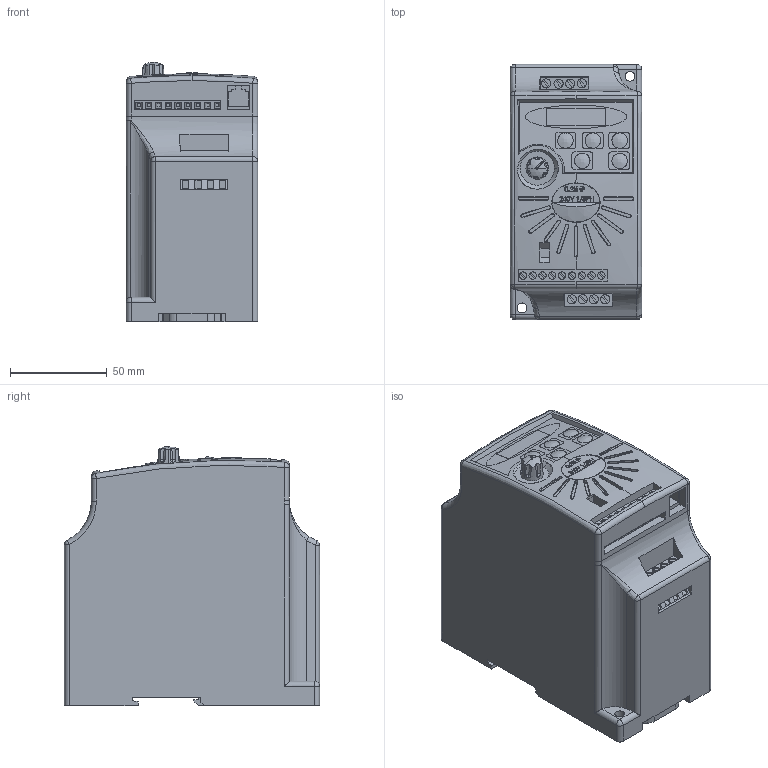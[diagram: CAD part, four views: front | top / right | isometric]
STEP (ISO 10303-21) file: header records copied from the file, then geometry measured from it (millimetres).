
FILE_DESCRIPTION (( 'STEP AP214' ), '1' );
FILE_NAME ('GS1-20P2.step', '2014-07-21T20:28:38', ( '' ), ( '' ), 'SwSTEP 2.0', 'SolidWorks 2013', '' );
FILE_SCHEMA (( 'AUTOMOTIVE_DESIGN' ));
Length unit declared in the file: inch
Products named in the file (1): GS1-20P2
Bounding box: 68.07 x 132.08 x 134.23 mm (x, y, z)
Volume: 1007892.5 mm3; surface area: 70629 mm2
Topology: 1 solids, 1 shells, 915 faces, 2302 edges, 1471 vertices
Faces by surface type: plane 566, cylinder 168, bspline 135, sphere 26, torus 15, cone 5
Entity records: 43127 total; most frequent: CARTESIAN_POINT 13942, ORIENTED_EDGE 4584, DIRECTION 3991, EDGE_CURVE 2292, VERTEX_POINT 1471, LINE 1453, VECTOR 1453, AXIS2_PLACEMENT_3D 1269
